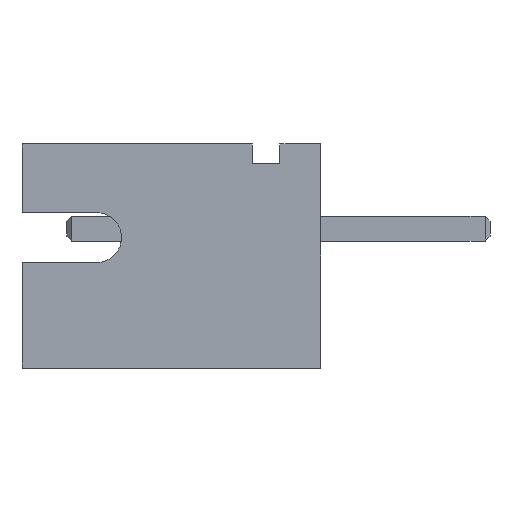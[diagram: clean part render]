
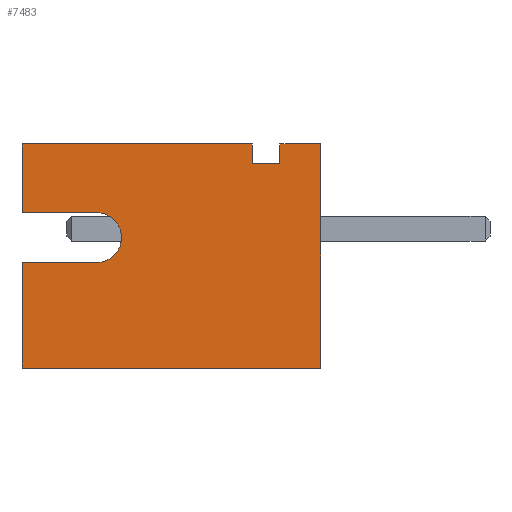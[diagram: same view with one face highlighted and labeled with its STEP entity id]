
A CAD part, left-side view. The second image highlights one B-rep face of the part: STEP entity #7483.
In plain terms, the highlighted planar face has unit normal (-1, 0, 0).
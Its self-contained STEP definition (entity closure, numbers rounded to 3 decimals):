
#128 = CARTESIAN_POINT ( 'NONE',  ( -1.95, 6., 0.32 ) ) ;
#164 = LINE ( 'NONE', #6867, #7624 ) ;
#173 = FACE_OUTER_BOUND ( 'NONE', #5220, .T. ) ;
#341 = DIRECTION ( 'NONE',  ( 1., 0., 0. ) ) ;
#699 = LINE ( 'NONE', #10351, #11047 ) ;
#790 = VECTOR ( 'NONE', #3694, 1000. ) ;
#823 = ORIENTED_EDGE ( 'NONE', *, *, #2437, .T. ) ;
#918 = LINE ( 'NONE', #8019, #9092 ) ;
#974 = DIRECTION ( 'NONE',  ( 0., 0., -1. ) ) ;
#1085 = CARTESIAN_POINT ( 'NONE',  ( -1.95, 6., 1.7 ) ) ;
#1192 = LINE ( 'NONE', #5708, #4833 ) ;
#1522 = VERTEX_POINT ( 'NONE', #3008 ) ;
#1698 = ORIENTED_EDGE ( 'NONE', *, *, #4810, .F. ) ;
#1988 = CARTESIAN_POINT ( 'NONE',  ( -1.95, 4.5, 0.32 ) ) ;
#2205 = VERTEX_POINT ( 'NONE', #3054 ) ;
#2217 = DIRECTION ( 'NONE',  ( 0., 0., 1. ) ) ;
#2233 = VERTEX_POINT ( 'NONE', #10329 ) ;
#2284 = ORIENTED_EDGE ( 'NONE', *, *, #3728, .F. ) ;
#2365 = DIRECTION ( 'NONE',  ( 0., -1., 0. ) ) ;
#2425 = ORIENTED_EDGE ( 'NONE', *, *, #7317, .T. ) ;
#2437 = EDGE_CURVE ( 'NONE', #1522, #8551, #6367, .T. ) ;
#2448 = DIRECTION ( 'NONE',  ( 0., 0., 1. ) ) ;
#2580 = VERTEX_POINT ( 'NONE', #4794 ) ;
#2664 = EDGE_CURVE ( 'NONE', #11441, #10175, #6827, .T. ) ;
#2714 = CARTESIAN_POINT ( 'NONE',  ( -1.95, 0., -2.8 ) ) ;
#2852 = DIRECTION ( 'NONE',  ( 0., -1., 0. ) ) ;
#2885 = PLANE ( 'NONE',  #3897 ) ;
#3008 = CARTESIAN_POINT ( 'NONE',  ( -1.95, 1.38, 1.3 ) ) ;
#3054 = CARTESIAN_POINT ( 'NONE',  ( -1.95, 0.82, 1.7 ) ) ;
#3308 = ORIENTED_EDGE ( 'NONE', *, *, #6417, .F. ) ;
#3327 = EDGE_CURVE ( 'NONE', #6304, #8551, #7880, .T. ) ;
#3584 = ORIENTED_EDGE ( 'NONE', *, *, #3327, .F. ) ;
#3617 = CARTESIAN_POINT ( 'NONE',  ( -1.95, 6., -2.8 ) ) ;
#3669 = EDGE_CURVE ( 'NONE', #2580, #8260, #4416, .T. ) ;
#3694 = DIRECTION ( 'NONE',  ( 0., 0., 1. ) ) ;
#3728 = EDGE_CURVE ( 'NONE', #6319, #2580, #699, .T. ) ;
#3897 = AXIS2_PLACEMENT_3D ( 'NONE', #1085, #341, #974 ) ;
#4053 = ORIENTED_EDGE ( 'NONE', *, *, #9510, .F. ) ;
#4173 = CARTESIAN_POINT ( 'NONE',  ( -1.95, 6., 1.7 ) ) ;
#4229 = CARTESIAN_POINT ( 'NONE',  ( -1.95, 0., 1.7 ) ) ;
#4258 = DIRECTION ( 'NONE',  ( 0., -1., 0. ) ) ;
#4416 = CIRCLE ( 'NONE', #7165, 0.5 ) ;
#4688 = VERTEX_POINT ( 'NONE', #3617 ) ;
#4702 = DIRECTION ( 'NONE',  ( 0., 1., 0. ) ) ;
#4767 = VECTOR ( 'NONE', #2217, 1000. ) ;
#4794 = CARTESIAN_POINT ( 'NONE',  ( -1.95, 4.5, -0.68 ) ) ;
#4810 = EDGE_CURVE ( 'NONE', #2205, #10175, #7606, .T. ) ;
#4833 = VECTOR ( 'NONE', #10057, 1000. ) ;
#4859 = CARTESIAN_POINT ( 'NONE',  ( -1.95, 1.38, 1.3 ) ) ;
#4918 = VECTOR ( 'NONE', #2852, 1000. ) ;
#5035 = CARTESIAN_POINT ( 'NONE',  ( -1.95, 1.38, 1.7 ) ) ;
#5220 = EDGE_LOOP ( 'NONE', ( #6016, #2284, #3308, #2425, #6916, #1698, #4053, #8345, #823, #3584, #6616, #6606 ) ) ;
#5386 = VECTOR ( 'NONE', #4702, 1000. ) ;
#5410 = CARTESIAN_POINT ( 'NONE',  ( -1.95, 6., -0.68 ) ) ;
#5457 = CARTESIAN_POINT ( 'NONE',  ( -1.95, 1.38, 1.3 ) ) ;
#5458 = CARTESIAN_POINT ( 'NONE',  ( -1.95, 0., 1.7 ) ) ;
#5708 = CARTESIAN_POINT ( 'NONE',  ( -1.95, 0.82, 1.3 ) ) ;
#5709 = DIRECTION ( 'NONE',  ( 0., -1., 0. ) ) ;
#5746 = EDGE_CURVE ( 'NONE', #8482, #6304, #7826, .T. ) ;
#5949 = DIRECTION ( 'NONE',  ( 0., 0., 1. ) ) ;
#6016 = ORIENTED_EDGE ( 'NONE', *, *, #3669, .F. ) ;
#6207 = VECTOR ( 'NONE', #2448, 1000. ) ;
#6304 = VERTEX_POINT ( 'NONE', #8372 ) ;
#6318 = CARTESIAN_POINT ( 'NONE',  ( -1.95, 6., 0.32 ) ) ;
#6319 = VERTEX_POINT ( 'NONE', #5410 ) ;
#6367 = LINE ( 'NONE', #5457, #790 ) ;
#6417 = EDGE_CURVE ( 'NONE', #4688, #6319, #164, .T. ) ;
#6483 = DIRECTION ( 'NONE',  ( 0., -1., 0. ) ) ;
#6606 = ORIENTED_EDGE ( 'NONE', *, *, #7499, .F. ) ;
#6616 = ORIENTED_EDGE ( 'NONE', *, *, #5746, .F. ) ;
#6694 = CARTESIAN_POINT ( 'NONE',  ( -1.95, 4.5, -0.18 ) ) ;
#6827 = LINE ( 'NONE', #4229, #6207 ) ;
#6867 = CARTESIAN_POINT ( 'NONE',  ( -1.95, 6., 1.7 ) ) ;
#6916 = ORIENTED_EDGE ( 'NONE', *, *, #2664, .T. ) ;
#7165 = AXIS2_PLACEMENT_3D ( 'NONE', #6694, #11254, #5949 ) ;
#7317 = EDGE_CURVE ( 'NONE', #4688, #11441, #918, .T. ) ;
#7349 = LINE ( 'NONE', #4859, #8571 ) ;
#7483 = ADVANCED_FACE ( 'NONE', ( #173 ), #2885, .F. ) ;
#7499 = EDGE_CURVE ( 'NONE', #8260, #8482, #8059, .T. ) ;
#7606 = LINE ( 'NONE', #10342, #9766 ) ;
#7624 = VECTOR ( 'NONE', #10415, 1000. ) ;
#7826 = LINE ( 'NONE', #4173, #4767 ) ;
#7880 = LINE ( 'NONE', #9841, #4918 ) ;
#8019 = CARTESIAN_POINT ( 'NONE',  ( -1.95, 6., -2.8 ) ) ;
#8059 = LINE ( 'NONE', #128, #5386 ) ;
#8260 = VERTEX_POINT ( 'NONE', #1988 ) ;
#8345 = ORIENTED_EDGE ( 'NONE', *, *, #10229, .F. ) ;
#8372 = CARTESIAN_POINT ( 'NONE',  ( -1.95, 6., 1.7 ) ) ;
#8482 = VERTEX_POINT ( 'NONE', #6318 ) ;
#8551 = VERTEX_POINT ( 'NONE', #5035 ) ;
#8571 = VECTOR ( 'NONE', #6483, 1000. ) ;
#9092 = VECTOR ( 'NONE', #4258, 1000. ) ;
#9510 = EDGE_CURVE ( 'NONE', #2233, #2205, #1192, .T. ) ;
#9766 = VECTOR ( 'NONE', #5709, 1000. ) ;
#9841 = CARTESIAN_POINT ( 'NONE',  ( -1.95, 6., 1.7 ) ) ;
#10057 = DIRECTION ( 'NONE',  ( 0., 0., 1. ) ) ;
#10175 = VERTEX_POINT ( 'NONE', #5458 ) ;
#10229 = EDGE_CURVE ( 'NONE', #1522, #2233, #7349, .T. ) ;
#10329 = CARTESIAN_POINT ( 'NONE',  ( -1.95, 0.82, 1.3 ) ) ;
#10342 = CARTESIAN_POINT ( 'NONE',  ( -1.95, 6., 1.7 ) ) ;
#10351 = CARTESIAN_POINT ( 'NONE',  ( -1.95, 6., -0.68 ) ) ;
#10415 = DIRECTION ( 'NONE',  ( 0., 0., 1. ) ) ;
#11047 = VECTOR ( 'NONE', #2365, 1000. ) ;
#11254 = DIRECTION ( 'NONE',  ( -1., 0., 0. ) ) ;
#11441 = VERTEX_POINT ( 'NONE', #2714 ) ;
